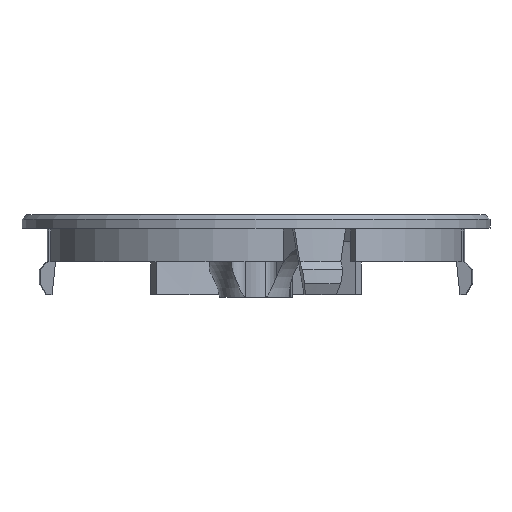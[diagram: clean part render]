
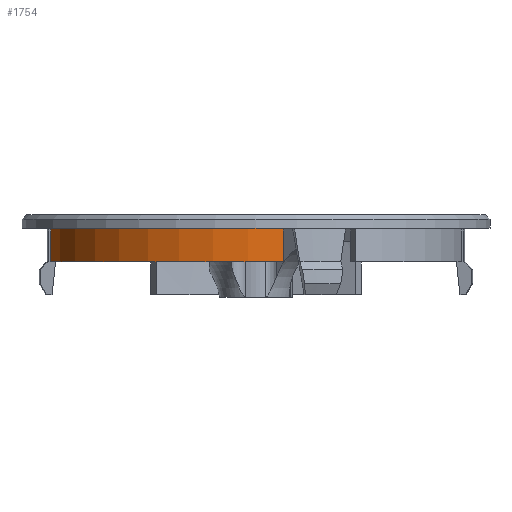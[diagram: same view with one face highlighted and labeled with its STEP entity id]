
A CAD part, front view. The second image highlights one B-rep face of the part: STEP entity #1754.
In plain terms, the highlighted cylindrical face has radius 18.75 mm (diameter 37.5 mm), a partial arc.
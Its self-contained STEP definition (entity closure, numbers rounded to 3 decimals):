
#59 = DIRECTION ( 'NONE',  ( 0., 0., 1. ) ) ;
#331 = LINE ( 'NONE', #3457, #547 ) ;
#514 = VERTEX_POINT ( 'NONE', #3467 ) ;
#547 = VECTOR ( 'NONE', #1356, 1000. ) ;
#557 = AXIS2_PLACEMENT_3D ( 'NONE', #2115, #3494, #3162 ) ;
#695 = FACE_OUTER_BOUND ( 'NONE', #3242, .T. ) ;
#721 = CARTESIAN_POINT ( 'NONE',  ( 2.447, -18.59, 4.967 ) ) ;
#885 = ORIENTED_EDGE ( 'NONE', *, *, #4093, .T. ) ;
#893 = CIRCLE ( 'NONE', #1180, 18.75 ) ;
#921 = EDGE_CURVE ( 'NONE', #3440, #514, #331, .T. ) ;
#1123 = CARTESIAN_POINT ( 'NONE',  ( 2.447, -18.59, 0. ) ) ;
#1180 = AXIS2_PLACEMENT_3D ( 'NONE', #3083, #59, #1475 ) ;
#1298 = VECTOR ( 'NONE', #1833, 1000. ) ;
#1356 = DIRECTION ( 'NONE',  ( 0., 0., -1. ) ) ;
#1475 = DIRECTION ( 'NONE',  ( 1., 0., 0. ) ) ;
#1481 = CARTESIAN_POINT ( 'NONE',  ( 0., 0., 3.2 ) ) ;
#1487 = CIRCLE ( 'NONE', #2534, 18.75 ) ;
#1754 = ADVANCED_FACE ( 'NONE', ( #695 ), #3590, .T. ) ;
#1767 = LINE ( 'NONE', #721, #1298 ) ;
#1792 = EDGE_CURVE ( 'NONE', #3452, #2188, #1767, .T. ) ;
#1833 = DIRECTION ( 'NONE',  ( 0., 0., -1. ) ) ;
#1969 = EDGE_CURVE ( 'NONE', #3440, #3452, #1487, .T. ) ;
#2051 = ORIENTED_EDGE ( 'NONE', *, *, #1969, .F. ) ;
#2115 = CARTESIAN_POINT ( 'NONE',  ( 0., 0., 3.2 ) ) ;
#2188 = VERTEX_POINT ( 'NONE', #1123 ) ;
#2534 = AXIS2_PLACEMENT_3D ( 'NONE', #1481, #2890, #4323 ) ;
#2607 = ORIENTED_EDGE ( 'NONE', *, *, #1792, .F. ) ;
#2890 = DIRECTION ( 'NONE',  ( 0., 0., 1. ) ) ;
#2947 = CARTESIAN_POINT ( 'NONE',  ( -18.436, -3.417, 3.2 ) ) ;
#3083 = CARTESIAN_POINT ( 'NONE',  ( 0., 0., 0. ) ) ;
#3162 = DIRECTION ( 'NONE',  ( -1., 0., 0. ) ) ;
#3242 = EDGE_LOOP ( 'NONE', ( #2607, #2051, #3526, #885 ) ) ;
#3440 = VERTEX_POINT ( 'NONE', #2947 ) ;
#3452 = VERTEX_POINT ( 'NONE', #4133 ) ;
#3457 = CARTESIAN_POINT ( 'NONE',  ( -18.436, -3.417, 4.967 ) ) ;
#3467 = CARTESIAN_POINT ( 'NONE',  ( -18.436, -3.417, 0. ) ) ;
#3494 = DIRECTION ( 'NONE',  ( 0., 0., -1. ) ) ;
#3526 = ORIENTED_EDGE ( 'NONE', *, *, #921, .T. ) ;
#3590 = CYLINDRICAL_SURFACE ( 'NONE', #557, 18.75 ) ;
#4093 = EDGE_CURVE ( 'NONE', #514, #2188, #893, .T. ) ;
#4133 = CARTESIAN_POINT ( 'NONE',  ( 2.447, -18.59, 3.2 ) ) ;
#4323 = DIRECTION ( 'NONE',  ( 1., 0., 0. ) ) ;
